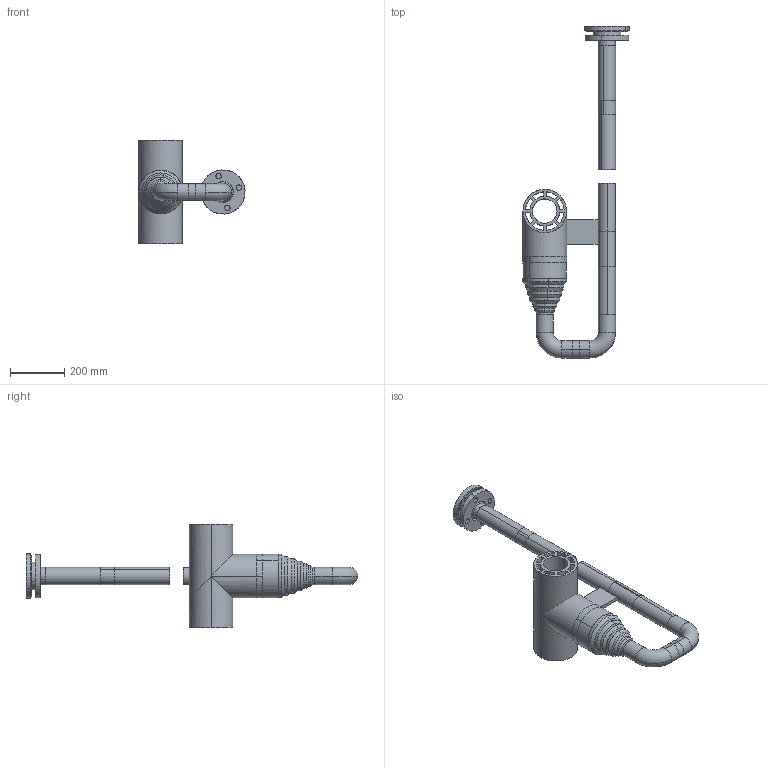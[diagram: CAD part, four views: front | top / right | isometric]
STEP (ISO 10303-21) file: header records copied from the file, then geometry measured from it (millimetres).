
FILE_DESCRIPTION (( 'STEP AP203' ), '1' );
FILE_NAME ('--7866532.STEP', '2015-10-16T14:40:21', ( 'enduser' ), ( '' ), 'SwSTEP 2.0', 'SolidWorks 2015', '' );
FILE_SCHEMA (( 'CONFIG_CONTROL_DESIGN' ));
Length unit declared in the file: inch
Products named in the file (1): --7866532
Bounding box: 389.52 x 1219.56 x 381 mm (x, y, z)
Surface area: 1375072.6 mm2 (no closed solid volume)
Topology: 0 solids, 17 shells, 191 faces, 530 edges, 358 vertices
Faces by surface type: cylinder 118, plane 55, cone 14, torus 4
Entity records: 6319 total; most frequent: CARTESIAN_POINT 1206, DIRECTION 1104, ORIENTED_EDGE 944, EDGE_CURVE 530, AXIS2_PLACEMENT_3D 424, VERTEX_POINT 358, EDGE_LOOP 264, VECTOR 256
